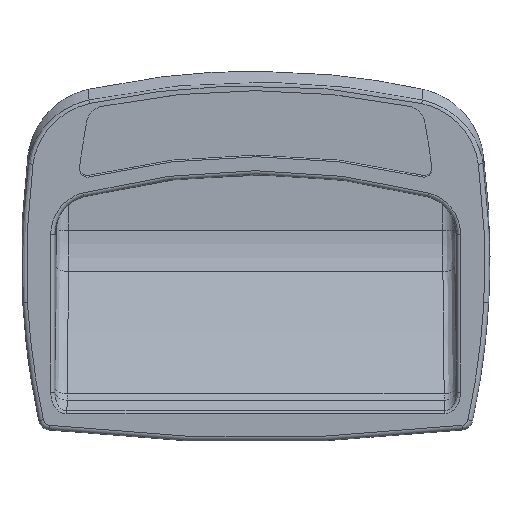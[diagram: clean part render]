
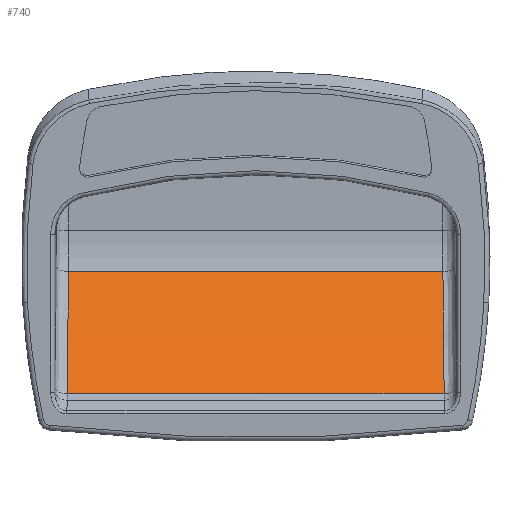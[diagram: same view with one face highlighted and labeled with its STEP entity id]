
A CAD part, top view. The second image highlights one B-rep face of the part: STEP entity #740.
In plain terms, the highlighted cylindrical face has radius 200 mm (diameter 400 mm), a partial arc.
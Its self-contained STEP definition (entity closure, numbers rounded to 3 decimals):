
#42 = EDGE_LOOP ( 'NONE', ( #3130, #6394, #530, #7717 ) ) ;
#281 = EDGE_CURVE ( 'NONE', #9613, #700, #2135, .T. ) ;
#388 = CARTESIAN_POINT ( 'NONE',  ( 51.5, -35.141, -1.34 ) ) ;
#530 = ORIENTED_EDGE ( 'NONE', *, *, #10079, .T. ) ;
#700 = VERTEX_POINT ( 'NONE', #7162 ) ;
#740 = ADVANCED_FACE ( 'NONE', ( #5014 ), #6731, .F. ) ;
#986 = VECTOR ( 'NONE', #4116, 1000. ) ;
#1657 = CARTESIAN_POINT ( 'NONE',  ( -47.946, -3.748, -19.65 ) ) ;
#1763 = EDGE_CURVE ( 'NONE', #8801, #9613, #8606, .T. ) ;
#2135 =( BOUNDED_CURVE ( )  B_SPLINE_CURVE ( 3, ( #6668, #9716, #4260, #7520 ),
 .UNSPECIFIED., .F., .T. ) 
 B_SPLINE_CURVE_WITH_KNOTS ( ( 4, 4 ),
 ( 2.523, 2.705 ),
 .UNSPECIFIED. ) 
 CURVE ( )  GEOMETRIC_REPRESENTATION_ITEM ( )  RATIONAL_B_SPLINE_CURVE ( ( 1., 0.997, 0.997, 1. ) ) 
 REPRESENTATION_ITEM ( '' )  );
#2475 =( BOUNDED_CURVE ( )  B_SPLINE_CURVE ( 3, ( #1657, #5832, #4928, #2830 ),
 .UNSPECIFIED., .F., .T. ) 
 B_SPLINE_CURVE_WITH_KNOTS ( ( 4, 4 ),
 ( 0.437, 0.619 ),
 .UNSPECIFIED. ) 
 CURVE ( )  GEOMETRIC_REPRESENTATION_ITEM ( )  RATIONAL_B_SPLINE_CURVE ( ( 1., 0.997, 0.997, 1. ) ) 
 REPRESENTATION_ITEM ( '' )  );
#2830 = CARTESIAN_POINT ( 'NONE',  ( -48.261, -35.141, -1.34 ) ) ;
#3130 = ORIENTED_EDGE ( 'NONE', *, *, #1763, .T. ) ;
#3548 = AXIS2_PLACEMENT_3D ( 'NONE', #5816, #4910, #4219 ) ;
#3628 = EDGE_CURVE ( 'NONE', #9697, #8801, #2475, .T. ) ;
#4116 = DIRECTION ( 'NONE',  ( -1., 0., 0. ) ) ;
#4219 = DIRECTION ( 'NONE',  ( 0., 0., -1. ) ) ;
#4260 = CARTESIAN_POINT ( 'NONE',  ( 48.034, -14.754, -14.509 ) ) ;
#4332 = CARTESIAN_POINT ( 'NONE',  ( -47.946, -3.748, -19.65 ) ) ;
#4910 = DIRECTION ( 'NONE',  ( 1., 0., 0. ) ) ;
#4928 = CARTESIAN_POINT ( 'NONE',  ( -48.139, -25.247, -8.389 ) ) ;
#5014 = FACE_OUTER_BOUND ( 'NONE', #42, .T. ) ;
#5816 = CARTESIAN_POINT ( 'NONE',  ( 51.5, 80.901, 161.553 ) ) ;
#5832 = CARTESIAN_POINT ( 'NONE',  ( -48.034, -14.754, -14.509 ) ) ;
#5876 = CARTESIAN_POINT ( 'NONE',  ( 51.5, -3.748, -19.65 ) ) ;
#6394 = ORIENTED_EDGE ( 'NONE', *, *, #281, .T. ) ;
#6668 = CARTESIAN_POINT ( 'NONE',  ( 48.261, -35.141, -1.34 ) ) ;
#6731 = CYLINDRICAL_SURFACE ( 'NONE', #3548, 200. ) ;
#6743 = VECTOR ( 'NONE', #7596, 1000. ) ;
#7162 = CARTESIAN_POINT ( 'NONE',  ( 47.946, -3.748, -19.65 ) ) ;
#7520 = CARTESIAN_POINT ( 'NONE',  ( 47.946, -3.748, -19.65 ) ) ;
#7596 = DIRECTION ( 'NONE',  ( 1., 0., 0. ) ) ;
#7717 = ORIENTED_EDGE ( 'NONE', *, *, #3628, .T. ) ;
#8063 = CARTESIAN_POINT ( 'NONE',  ( 48.261, -35.141, -1.34 ) ) ;
#8278 = LINE ( 'NONE', #5876, #986 ) ;
#8606 = LINE ( 'NONE', #388, #6743 ) ;
#8801 = VERTEX_POINT ( 'NONE', #8927 ) ;
#8927 = CARTESIAN_POINT ( 'NONE',  ( -48.261, -35.141, -1.34 ) ) ;
#9613 = VERTEX_POINT ( 'NONE', #8063 ) ;
#9697 = VERTEX_POINT ( 'NONE', #4332 ) ;
#9716 = CARTESIAN_POINT ( 'NONE',  ( 48.139, -25.247, -8.389 ) ) ;
#10079 = EDGE_CURVE ( 'NONE', #700, #9697, #8278, .T. ) ;
